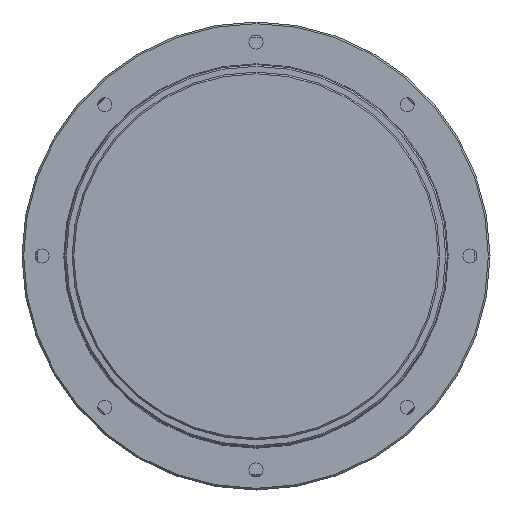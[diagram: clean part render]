
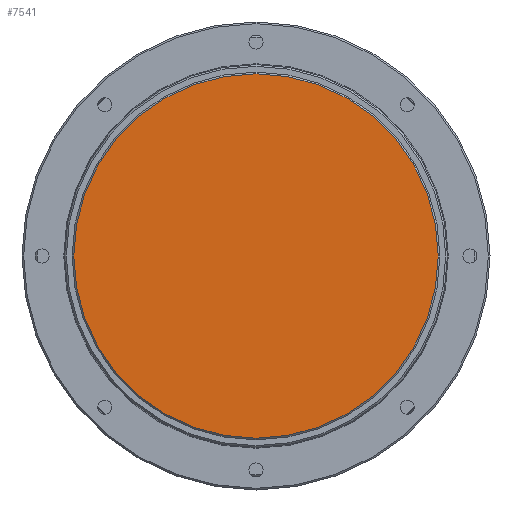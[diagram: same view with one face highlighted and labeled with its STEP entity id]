
A CAD part, left-side view. The second image highlights one B-rep face of the part: STEP entity #7541.
In plain terms, the highlighted planar face has unit normal (-1, 0, 0).
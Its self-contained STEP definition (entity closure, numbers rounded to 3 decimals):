
#28 = AXIS2_PLACEMENT_3D ( 'NONE', #6088, #7342, #4251 ) ;
#1080 = DIRECTION ( 'NONE',  ( 0., 0., 1. ) ) ;
#1156 = CIRCLE ( 'NONE', #28, 54.5 ) ;
#1174 = EDGE_CURVE ( 'NONE', #1535, #2563, #1156, .T. ) ;
#1535 = VERTEX_POINT ( 'NONE', #2653 ) ;
#1802 = EDGE_CURVE ( 'NONE', #2563, #1535, #3976, .T. ) ;
#2563 = VERTEX_POINT ( 'NONE', #3631 ) ;
#2653 = CARTESIAN_POINT ( 'NONE',  ( 0., 0., -54.5 ) ) ;
#2844 = CARTESIAN_POINT ( 'NONE',  ( 0., 0., 0. ) ) ;
#3230 = AXIS2_PLACEMENT_3D ( 'NONE', #5366, #5961, #3525 ) ;
#3522 = FACE_OUTER_BOUND ( 'NONE', #5209, .T. ) ;
#3525 = DIRECTION ( 'NONE',  ( 0., 0., -1. ) ) ;
#3556 = AXIS2_PLACEMENT_3D ( 'NONE', #2844, #3559, #1080 ) ;
#3559 = DIRECTION ( 'NONE',  ( -1., 0., 0. ) ) ;
#3631 = CARTESIAN_POINT ( 'NONE',  ( 0., 0., 54.5 ) ) ;
#3976 = CIRCLE ( 'NONE', #3230, 54.5 ) ;
#4251 = DIRECTION ( 'NONE',  ( 0., 0., -1. ) ) ;
#5209 = EDGE_LOOP ( 'NONE', ( #6959, #5233 ) ) ;
#5233 = ORIENTED_EDGE ( 'NONE', *, *, #1802, .F. ) ;
#5366 = CARTESIAN_POINT ( 'NONE',  ( 0., 0., 0. ) ) ;
#5961 = DIRECTION ( 'NONE',  ( 1., 0., 0. ) ) ;
#6088 = CARTESIAN_POINT ( 'NONE',  ( 0., 0., 0. ) ) ;
#6575 = PLANE ( 'NONE',  #3556 ) ;
#6959 = ORIENTED_EDGE ( 'NONE', *, *, #1174, .F. ) ;
#7342 = DIRECTION ( 'NONE',  ( 1., 0., 0. ) ) ;
#7541 = ADVANCED_FACE ( 'NONE', ( #3522 ), #6575, .T. ) ;
